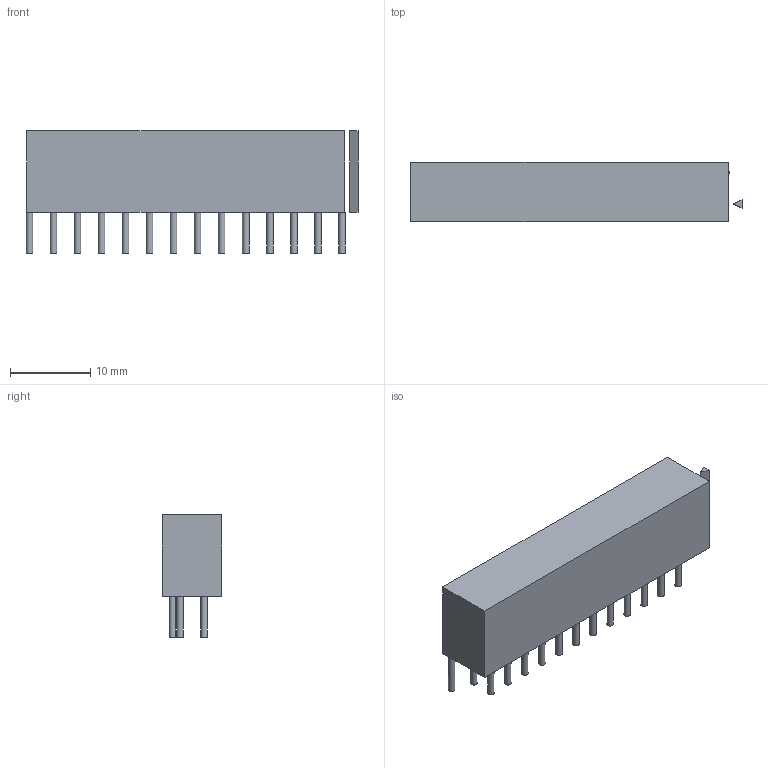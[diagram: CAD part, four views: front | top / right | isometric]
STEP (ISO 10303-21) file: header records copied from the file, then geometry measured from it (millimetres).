
FILE_DESCRIPTION(('FreeCAD Model'),'2;1');
FILE_NAME('12045405.2.1.stp','2022-03-11T21:44:59',( 'Author'),(''),'Open CASCADE STEP processor 6.9','FreeCAD','Unknown' );
FILE_SCHEMA(('AUTOMOTIVE_DESIGN { 1 0 10303 214 1 1 1 1 }'));
Length unit declared in the file: millimetre
Products named in the file (3): ASSEMBLY; Body; Leads
Assembly tree (2 placements, depth 2):
  ASSEMBLY
    Body
    Leads
Bounding box: 41.41 x 7.37 x 15.26 mm (x, y, z)
Volume: 3044.1 mm3; surface area: 1942.8 mm2
Topology: 28 solids, 28 shells, 89 faces, 99 edges, 66 vertices
Faces by surface type: plane 63, cylinder 26
Full cylindrical faces by diameter (mm): 0.82 x26
Entity records: 3240 total; most frequent: DIRECTION 533, CARTESIAN_POINT 455, ORIENTED_EDGE 198, PCURVE 198, DEFINITIONAL_REPRESENTATION 198, LINE 193, VECTOR 193, AXIS2_PLACEMENT_3D 144
